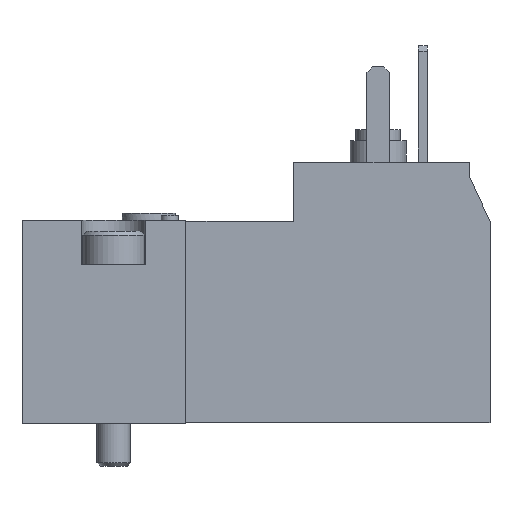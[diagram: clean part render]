
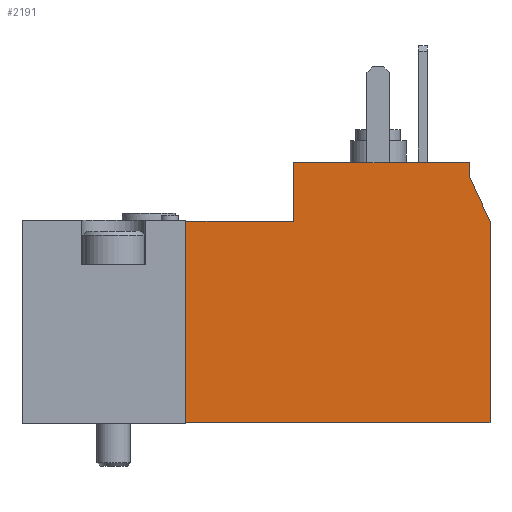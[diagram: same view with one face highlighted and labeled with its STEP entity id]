
A CAD part, top view. The second image highlights one B-rep face of the part: STEP entity #2191.
In plain terms, the highlighted planar face has unit normal (0, 0, 1).
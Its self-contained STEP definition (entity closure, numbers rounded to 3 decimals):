
#350=ORIENTED_EDGE('',*,*,#494,.T.);
#351=ORIENTED_EDGE('',*,*,#498,.T.);
#352=ORIENTED_EDGE('',*,*,#501,.T.);
#353=ORIENTED_EDGE('',*,*,#504,.T.);
#354=ORIENTED_EDGE('',*,*,#520,.T.);
#355=ORIENTED_EDGE('',*,*,#523,.T.);
#356=ORIENTED_EDGE('',*,*,#526,.T.);
#357=ORIENTED_EDGE('',*,*,#557,.T.);
#494=EDGE_CURVE('',#692,#691,#833,.T.);
#498=EDGE_CURVE('',#691,#694,#837,.T.);
#501=EDGE_CURVE('',#694,#696,#840,.T.);
#504=EDGE_CURVE('',#696,#698,#843,.T.);
#520=EDGE_CURVE('',#698,#713,#858,.T.);
#523=EDGE_CURVE('',#713,#715,#861,.T.);
#526=EDGE_CURVE('',#715,#717,#864,.T.);
#557=EDGE_CURVE('',#717,#692,#889,.T.);
#691=VERTEX_POINT('',#2799);
#692=VERTEX_POINT('',#2801);
#694=VERTEX_POINT('',#2807);
#696=VERTEX_POINT('',#2813);
#698=VERTEX_POINT('',#2819);
#713=VERTEX_POINT('',#2851);
#715=VERTEX_POINT('',#2857);
#717=VERTEX_POINT('',#2863);
#833=LINE('',#2800,#977);
#837=LINE('',#2808,#981);
#840=LINE('',#2814,#984);
#843=LINE('',#2820,#987);
#858=LINE('',#2852,#1002);
#861=LINE('',#2858,#1005);
#864=LINE('',#2864,#1008);
#889=LINE('',#2926,#1033);
#977=VECTOR('',#2379,1000.);
#981=VECTOR('',#2385,1000.);
#984=VECTOR('',#2390,1000.);
#987=VECTOR('',#2395,1000.);
#1002=VECTOR('',#2414,1000.);
#1005=VECTOR('',#2419,1000.);
#1008=VECTOR('',#2424,1000.);
#1033=VECTOR('',#2473,1000.);
#1199=EDGE_LOOP('',(#350,#351,#352,#353,#354,#355,#356,#357));
#1334=FACE_BOUND('',#1199,.T.);
#1432=PLANE('',#2321);
#2191=ADVANCED_FACE('',(#1334),#1432,.T.);
#2321=AXIS2_PLACEMENT_3D('',#3083,#2651,#2652);
#2379=DIRECTION('',(1.,0.,0.));
#2385=DIRECTION('',(0.,1.,0.));
#2390=DIRECTION('',(-0.423,0.906,0.));
#2395=DIRECTION('',(0.,1.,0.));
#2414=DIRECTION('',(-1.,0.,0.));
#2419=DIRECTION('',(0.,-1.,0.));
#2424=DIRECTION('',(-1.,0.,0.));
#2473=DIRECTION('',(0.,-1.,0.));
#2651=DIRECTION('',(0.,0.,1.));
#2652=DIRECTION('',(1.,0.,0.));
#2799=CARTESIAN_POINT('',(41.85,-9.,7.5));
#2800=CARTESIAN_POINT('',(14.65,-9.,7.5));
#2801=CARTESIAN_POINT('',(14.65,-9.,7.5));
#2807=CARTESIAN_POINT('',(41.85,9.,7.5));
#2808=CARTESIAN_POINT('',(41.85,-9.,7.5));
#2813=CARTESIAN_POINT('',(40.,12.967,7.5));
#2814=CARTESIAN_POINT('',(41.85,9.,7.5));
#2819=CARTESIAN_POINT('',(40.,14.2,7.5));
#2820=CARTESIAN_POINT('',(40.,12.967,7.5));
#2851=CARTESIAN_POINT('',(24.3,14.2,7.5));
#2852=CARTESIAN_POINT('',(40.,14.2,7.5));
#2857=CARTESIAN_POINT('',(24.3,9.,7.5));
#2858=CARTESIAN_POINT('',(24.3,14.2,7.5));
#2863=CARTESIAN_POINT('',(14.65,9.,7.5));
#2864=CARTESIAN_POINT('',(24.3,9.,7.5));
#2926=CARTESIAN_POINT('',(14.65,20.9,7.5));
#3083=CARTESIAN_POINT('',(44.65,20.9,7.5));
